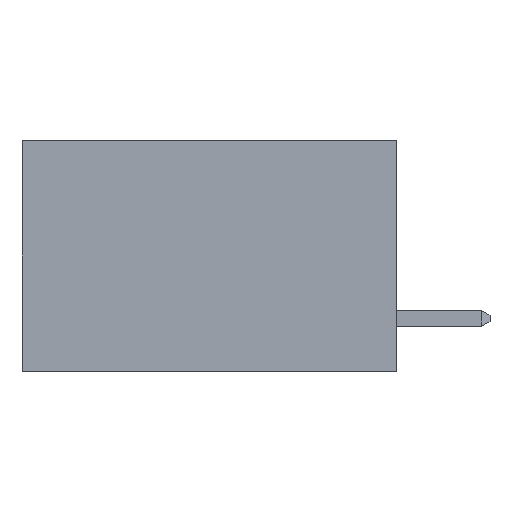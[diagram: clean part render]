
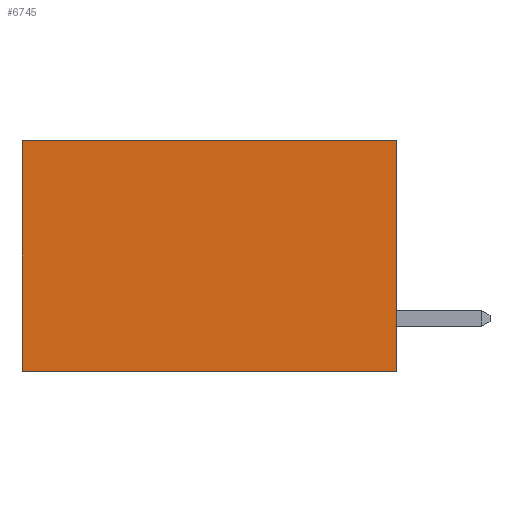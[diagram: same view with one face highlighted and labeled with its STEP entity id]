
A CAD part, left-side view. The second image highlights one B-rep face of the part: STEP entity #6745.
In plain terms, the highlighted planar face has unit normal (-1, 0, 0).
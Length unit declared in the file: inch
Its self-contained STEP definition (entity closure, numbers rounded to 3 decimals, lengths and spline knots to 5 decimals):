
#101 = CARTESIAN_POINT ( 'NONE',  ( 0.298, 0., -0.37 ) ) ;
#302 = CARTESIAN_POINT ( 'NONE',  ( 0.298, 0., 0. ) ) ;
#614 = DIRECTION ( 'NONE',  ( 0., 0., -1. ) ) ;
#1019 = LINE ( 'NONE', #1608, #4425 ) ;
#1608 = CARTESIAN_POINT ( 'NONE',  ( 0.298, 0., 0. ) ) ;
#1831 = ORIENTED_EDGE ( 'NONE', *, *, #6198, .F. ) ;
#1968 = ORIENTED_EDGE ( 'NONE', *, *, #3445, .T. ) ;
#1981 = FACE_OUTER_BOUND ( 'NONE', #2496, .T. ) ;
#2220 = EDGE_CURVE ( 'NONE', #4217, #7255, #3462, .T. ) ;
#2347 = VECTOR ( 'NONE', #8682, 39.37008 ) ;
#2496 = EDGE_LOOP ( 'NONE', ( #8752, #8874, #1831, #1968 ) ) ;
#3445 = EDGE_CURVE ( 'NONE', #4467, #4217, #4185, .T. ) ;
#3462 = LINE ( 'NONE', #8157, #4861 ) ;
#3816 = VERTEX_POINT ( 'NONE', #101 ) ;
#4185 = LINE ( 'NONE', #302, #2347 ) ;
#4217 = VERTEX_POINT ( 'NONE', #5459 ) ;
#4425 = VECTOR ( 'NONE', #614, 39.37008 ) ;
#4467 = VERTEX_POINT ( 'NONE', #7363 ) ;
#4536 = VECTOR ( 'NONE', #5291, 39.37008 ) ;
#4861 = VECTOR ( 'NONE', #5350, 39.37008 ) ;
#5291 = DIRECTION ( 'NONE',  ( 0., 1., 0. ) ) ;
#5350 = DIRECTION ( 'NONE',  ( 0., 0., -1. ) ) ;
#5459 = CARTESIAN_POINT ( 'NONE',  ( 0.298, 0.6, 0. ) ) ;
#5548 = EDGE_CURVE ( 'NONE', #3816, #7255, #6205, .T. ) ;
#5729 = DIRECTION ( 'NONE',  ( 0., 0., -1. ) ) ;
#6198 = EDGE_CURVE ( 'NONE', #4467, #3816, #1019, .T. ) ;
#6205 = LINE ( 'NONE', #6715, #4536 ) ;
#6715 = CARTESIAN_POINT ( 'NONE',  ( 0.298, 0., -0.37 ) ) ;
#6745 = ADVANCED_FACE ( 'NONE', ( #1981 ), #7120, .F. ) ;
#7104 = DIRECTION ( 'NONE',  ( 1., 0., 0. ) ) ;
#7120 = PLANE ( 'NONE',  #8358 ) ;
#7255 = VERTEX_POINT ( 'NONE', #7734 ) ;
#7363 = CARTESIAN_POINT ( 'NONE',  ( 0.298, 0., 0. ) ) ;
#7470 = CARTESIAN_POINT ( 'NONE',  ( 0.298, 0., 0. ) ) ;
#7734 = CARTESIAN_POINT ( 'NONE',  ( 0.298, 0.6, -0.37 ) ) ;
#8157 = CARTESIAN_POINT ( 'NONE',  ( 0.298, 0.6, 0. ) ) ;
#8358 = AXIS2_PLACEMENT_3D ( 'NONE', #7470, #7104, #5729 ) ;
#8682 = DIRECTION ( 'NONE',  ( 0., 1., 0. ) ) ;
#8752 = ORIENTED_EDGE ( 'NONE', *, *, #2220, .T. ) ;
#8874 = ORIENTED_EDGE ( 'NONE', *, *, #5548, .F. ) ;
